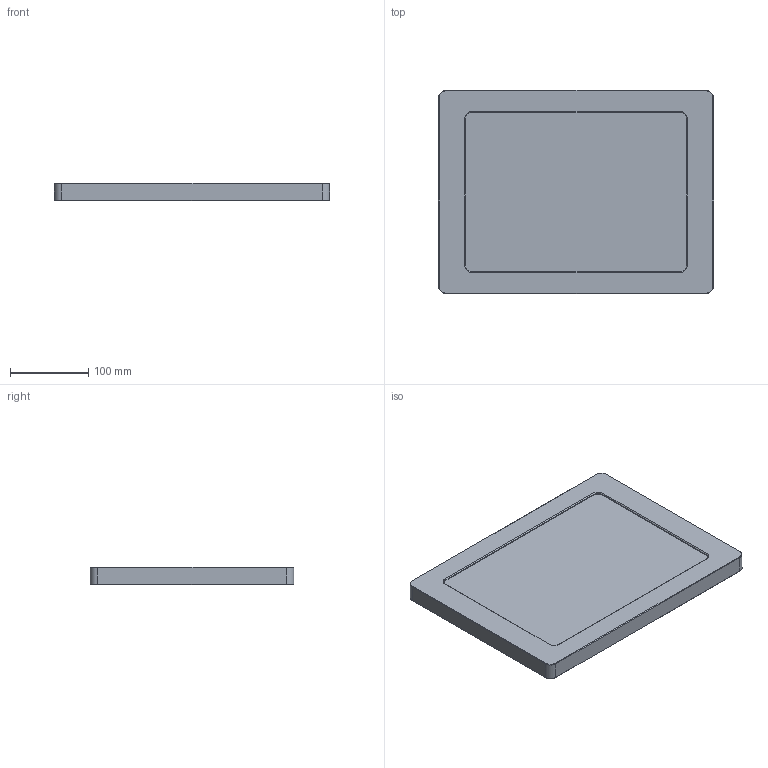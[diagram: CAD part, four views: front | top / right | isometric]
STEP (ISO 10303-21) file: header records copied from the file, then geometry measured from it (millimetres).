
FILE_DESCRIPTION(/* description */ (''),/* implementation_level */ '2;1');
FILE_NAME(/* name */ 'vb_vesa_spro8.stp',/* time_stamp */ '2022-01-19T16:41:11-05:00',/* author */ ('NickC'),/* organization */ (''),/* preprocessor_version */ 'ST-DEVELOPER v17',/* originating_system */ 'Autodesk Inventor 2019',/* authorisation */ '');
FILE_SCHEMA (('AUTOMOTIVE_DESIGN { 1 0 10303 214 3 1 1 }'));
Length unit declared in the file: inch
Products named in the file (1): Part1
Bounding box: 350.95 x 259.33 x 22.62 mm (x, y, z)
Volume: 1913821.9 mm3; surface area: 217139.5 mm2
Topology: 1 solids, 9 shells, 594 faces, 1496 edges, 962 vertices
Faces by surface type: plane 312, cylinder 119, cone 115, bspline 48
Full cylindrical faces by diameter (mm): 2.438 x2, 3.306 x16, 4.166 x8, 4.826 x8, 6.3 x4, 38.1 x1
Entity records: 21095 total; most frequent: CARTESIAN_POINT 7141, ORIENTED_EDGE 2992, DIRECTION 2688, EDGE_CURVE 1496, VERTEX_POINT 962, AXIS2_PLACEMENT_3D 925, LINE 838, VECTOR 838
